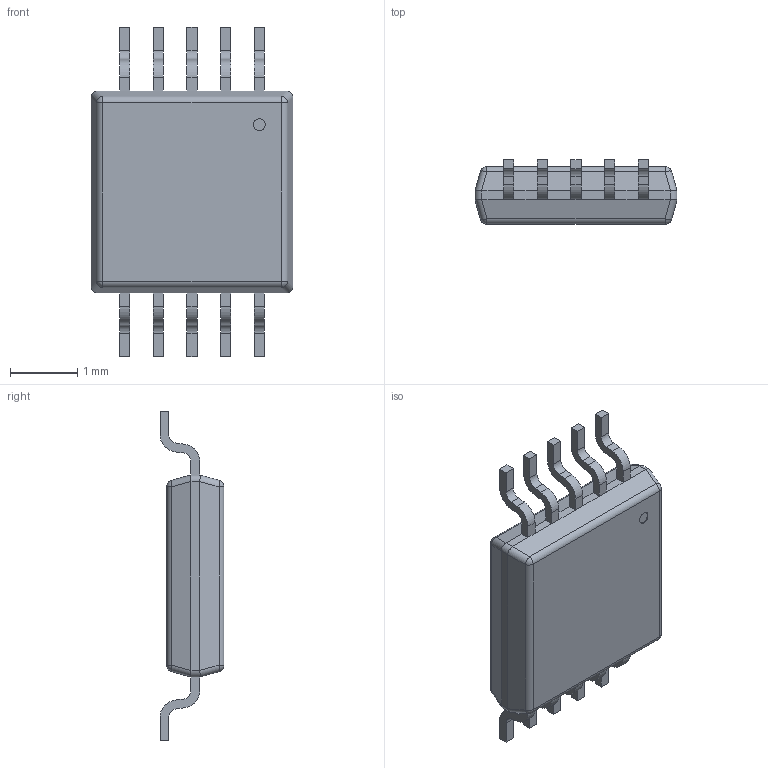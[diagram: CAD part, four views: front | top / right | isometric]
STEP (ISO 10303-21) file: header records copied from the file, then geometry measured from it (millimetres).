
FILE_DESCRIPTION (( 'STEP AP214' ), '1' );
FILE_NAME ('ADP1882ARMZ-0.3-R7.STEP', '2022-07-15T10:56:54', ( '' ), ( '' ), 'SwSTEP 2.0', 'SolidWorks 2018', '' );
FILE_SCHEMA (( 'AUTOMOTIVE_DESIGN' ));
Length unit declared in the file: millimetre
Products named in the file (1): ADP1882ARMZ-0.3-R7
Bounding box: 3 x 0.95 x 4.9 mm (x, y, z)
Volume: 7.4 mm3; surface area: 32.2 mm2
Topology: 1 solids, 1 shells, 185 faces, 490 edges, 300 vertices
Faces by surface type: plane 115, cylinder 62, sphere 8
Entity records: 7641 total; most frequent: CARTESIAN_POINT 1040, ORIENTED_EDGE 964, DIRECTION 938, EDGE_CURVE 482, LINE 350, VECTOR 350, VERTEX_POINT 300, AXIS2_PLACEMENT_3D 294
